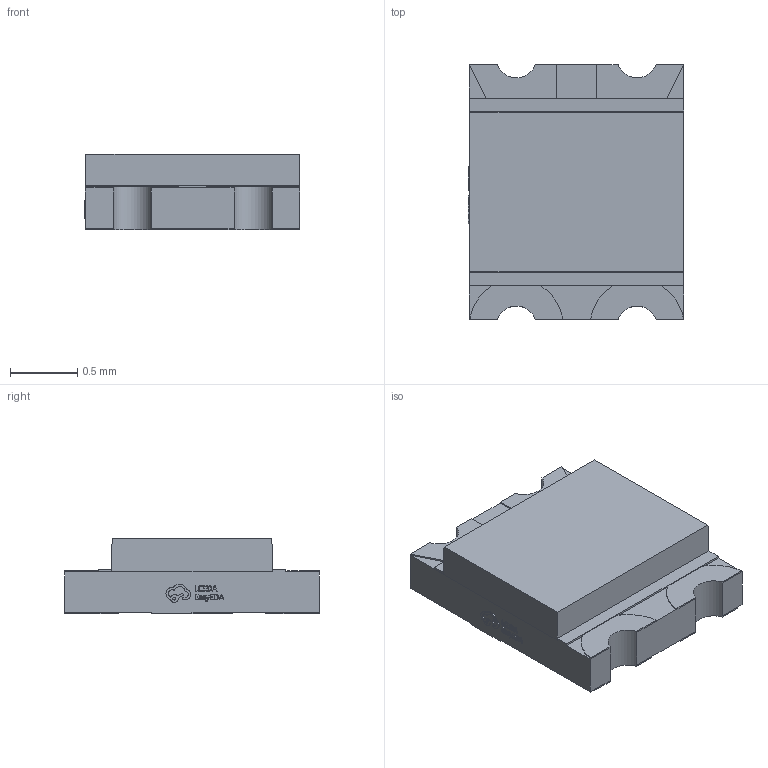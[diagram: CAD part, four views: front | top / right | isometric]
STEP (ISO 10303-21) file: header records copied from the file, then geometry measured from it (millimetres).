
FILE_DESCRIPTION (( 'STEP AP214' ), '1' );
FILE_NAME ('LED-ARRAY-SMD_4P-L1.9-W1.6-H0.8-BR-CW.step', '2022-07-08T11:18:09', ( '' ), ( '' ), 'SwSTEP 2.0', 'SolidWorks 2020', '' );
FILE_SCHEMA (( 'AUTOMOTIVE_DESIGN' ));
Length unit declared in the file: millimetre
Products named in the file (1): LED-ARRAY-SMD_4P-L1.9-W1.6-H0.8-BR-CW
Bounding box: 1.61 x 1.9 x 0.56 mm (x, y, z)
Volume: 1.4 mm3; surface area: 9.8 mm2
Topology: 1 solids, 1 shells, 366 faces, 993 edges, 655 vertices
Faces by surface type: plane 246, bspline 112, cylinder 8
Entity records: 16637 total; most frequent: CARTESIAN_POINT 4119, ORIENTED_EDGE 1986, DIRECTION 1291, EDGE_CURVE 993, LINE 749, VECTOR 749, VERTEX_POINT 655, EDGE_LOOP 392
